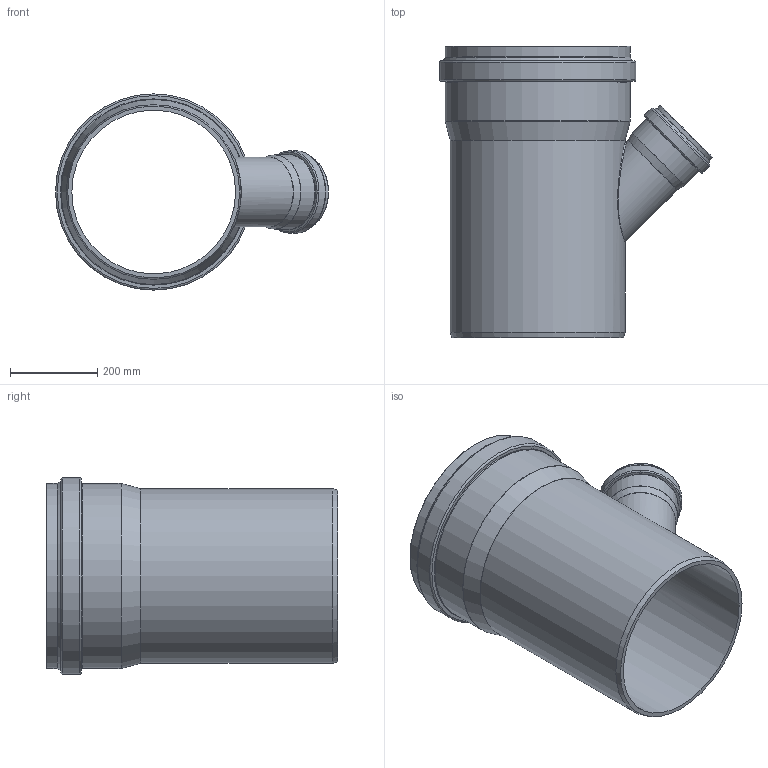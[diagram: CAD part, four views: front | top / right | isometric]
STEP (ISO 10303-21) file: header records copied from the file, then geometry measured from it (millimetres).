
FILE_DESCRIPTION(/* description */ (''),/* implementation_level */ '2;1');
FILE_NAME(/* name */ '772940 KG2000EA Abzweig DN_OD 400_160_45°.stp',/* time_stamp */ '2020-03-04T08:48:36+01:00',/* author */ ('LWM'),/* organization */ (''),/* preprocessor_version */ 'ST-DEVELOPER v18',/* originating_system */ 'Autodesk Inventor 2020',/* authorisation */ '');
FILE_SCHEMA (('AUTOMOTIVE_DESIGN { 1 0 10303 214 3 1 1 }'));
Length unit declared in the file: millimetre
Products named in the file (1): 772940 KG2000EA Abzweig DN_OD 400_160_45°
Bounding box: 626 x 668 x 450.3 mm (x, y, z)
Volume: 10684114 mm3; surface area: 1929213 mm2
Topology: 1 solids, 1 shells, 79 faces, 284 edges, 215 vertices
Faces by surface type: torus 35, cylinder 18, cone 15, plane 10, bspline 1
Full cylindrical faces by diameter (mm): 149.7 x1, 160.1 x1, 160.7 x1, 161 x2, 170.3 x1, 170.4 x1, 179.4 x1, 188.8 x1, 375.5 x1, 400.5 x1, 401.7 x1, 402.1 x2, 424.3 x1, 424.7 x1, 427.7 x1, 450.3 x1
Entity records: 3697 total; most frequent: CARTESIAN_POINT 920, DIRECTION 683, ORIENTED_EDGE 568, AXIS2_PLACEMENT_3D 325, EDGE_CURVE 284, CIRCLE 246, VERTEX_POINT 215, EDGE_LOOP 91
